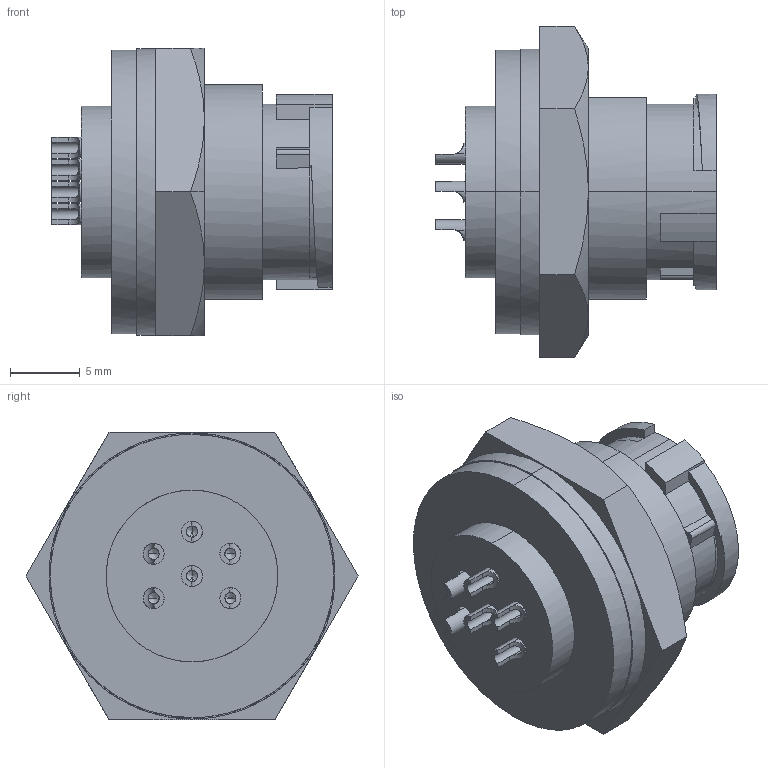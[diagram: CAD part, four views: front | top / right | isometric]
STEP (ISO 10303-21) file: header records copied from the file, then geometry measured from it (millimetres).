
FILE_DESCRIPTION (( 'STEP AP203' ), '1' );
FILE_NAME ('P246.STEP', '2020-03-31T06:44:19', ( 'edpusr' ), ( 'Microsoft' ), 'SwSTEP 2.0', 'SolidWorks 2015', '' );
FILE_SCHEMA (( 'CONFIG_CONTROL_DESIGN' ));
Length unit declared in the file: millimetre
Products named in the file (1): P246
Bounding box: 20.1 x 23.79 x 20.6 mm (x, y, z)
Volume: 3462.3 mm3; surface area: 2495.7 mm2
Topology: 1 solids, 1 shells, 157 faces, 413 edges, 264 vertices
Faces by surface type: cylinder 69, plane 61, cone 21, bspline 6
Entity records: 6210 total; most frequent: CARTESIAN_POINT 2504, ORIENTED_EDGE 798, DIRECTION 669, EDGE_CURVE 399, VERTEX_POINT 264, AXIS2_PLACEMENT_3D 239, LINE 191, VECTOR 191
